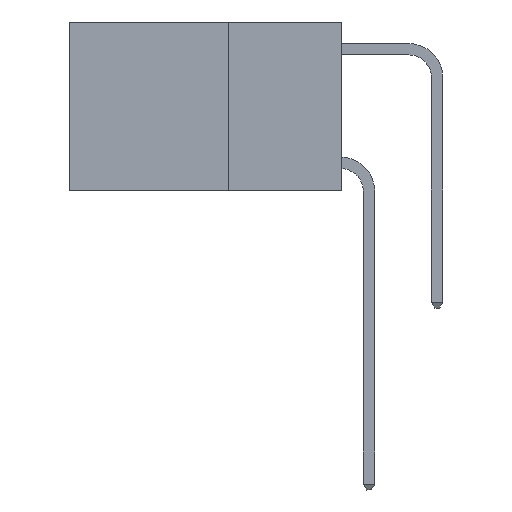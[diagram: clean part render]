
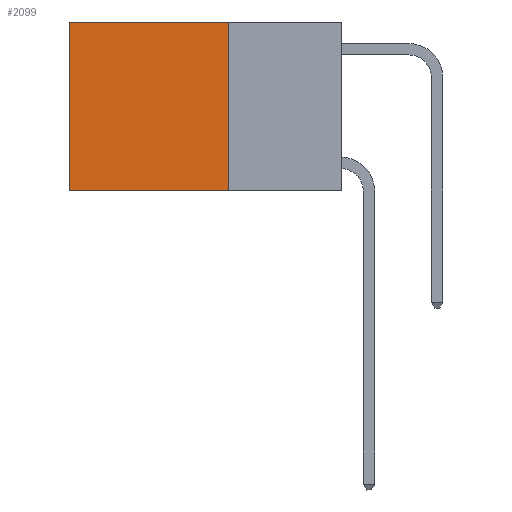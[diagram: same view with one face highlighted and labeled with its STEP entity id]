
A CAD part, left-side view. The second image highlights one B-rep face of the part: STEP entity #2099.
In plain terms, the highlighted planar face has unit normal (-1, 0, 0).
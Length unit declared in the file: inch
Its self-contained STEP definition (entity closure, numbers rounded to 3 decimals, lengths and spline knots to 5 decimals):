
#7 = EDGE_CURVE ( 'NONE', #8793, #10803, #3465, .T. ) ;
#400 = LINE ( 'NONE', #3730, #9173 ) ;
#576 = FACE_OUTER_BOUND ( 'NONE', #10384, .T. ) ;
#620 = EDGE_CURVE ( 'NONE', #8793, #3537, #6357, .T. ) ;
#1277 = CARTESIAN_POINT ( 'NONE',  ( 0.2625, 0.25, 0. ) ) ;
#1429 = EDGE_CURVE ( 'NONE', #10803, #2954, #1485, .T. ) ;
#1485 = LINE ( 'NONE', #7890, #8126 ) ;
#2011 = AXIS2_PLACEMENT_3D ( 'NONE', #10214, #9955, #9813 ) ;
#2037 = CARTESIAN_POINT ( 'NONE',  ( 0.2625, 0.6, -0.37 ) ) ;
#2099 = ADVANCED_FACE ( 'NONE', ( #576 ), #10061, .F. ) ;
#2254 = VECTOR ( 'NONE', #6501, 39.37008 ) ;
#2416 = CARTESIAN_POINT ( 'NONE',  ( 0.2625, 0.6, 0. ) ) ;
#2954 = VERTEX_POINT ( 'NONE', #2037 ) ;
#3159 = ORIENTED_EDGE ( 'NONE', *, *, #7, .T. ) ;
#3465 = LINE ( 'NONE', #1277, #5554 ) ;
#3537 = VERTEX_POINT ( 'NONE', #9651 ) ;
#3730 = CARTESIAN_POINT ( 'NONE',  ( 0.2625, 0.25, -0.37 ) ) ;
#4621 = DIRECTION ( 'NONE',  ( 0., 0., -1. ) ) ;
#5230 = CARTESIAN_POINT ( 'NONE',  ( 0.2625, 0.25, 0. ) ) ;
#5554 = VECTOR ( 'NONE', #7915, 39.37008 ) ;
#5698 = EDGE_CURVE ( 'NONE', #3537, #2954, #400, .T. ) ;
#6357 = LINE ( 'NONE', #10249, #2254 ) ;
#6501 = DIRECTION ( 'NONE',  ( 0., 0., -1. ) ) ;
#6634 = ORIENTED_EDGE ( 'NONE', *, *, #5698, .F. ) ;
#7890 = CARTESIAN_POINT ( 'NONE',  ( 0.2625, 0.6, 0. ) ) ;
#7915 = DIRECTION ( 'NONE',  ( 0., 1., 0. ) ) ;
#8126 = VECTOR ( 'NONE', #4621, 39.37008 ) ;
#8793 = VERTEX_POINT ( 'NONE', #5230 ) ;
#9173 = VECTOR ( 'NONE', #9736, 39.37008 ) ;
#9318 = ORIENTED_EDGE ( 'NONE', *, *, #1429, .T. ) ;
#9510 = ORIENTED_EDGE ( 'NONE', *, *, #620, .F. ) ;
#9651 = CARTESIAN_POINT ( 'NONE',  ( 0.2625, 0.25, -0.37 ) ) ;
#9736 = DIRECTION ( 'NONE',  ( 0., 1., 0. ) ) ;
#9813 = DIRECTION ( 'NONE',  ( 0., 0., -1. ) ) ;
#9955 = DIRECTION ( 'NONE',  ( 1., 0., 0. ) ) ;
#10061 = PLANE ( 'NONE',  #2011 ) ;
#10214 = CARTESIAN_POINT ( 'NONE',  ( 0.2625, 0.25, 0. ) ) ;
#10249 = CARTESIAN_POINT ( 'NONE',  ( 0.2625, 0.25, 0. ) ) ;
#10384 = EDGE_LOOP ( 'NONE', ( #9318, #6634, #9510, #3159 ) ) ;
#10803 = VERTEX_POINT ( 'NONE', #2416 ) ;
